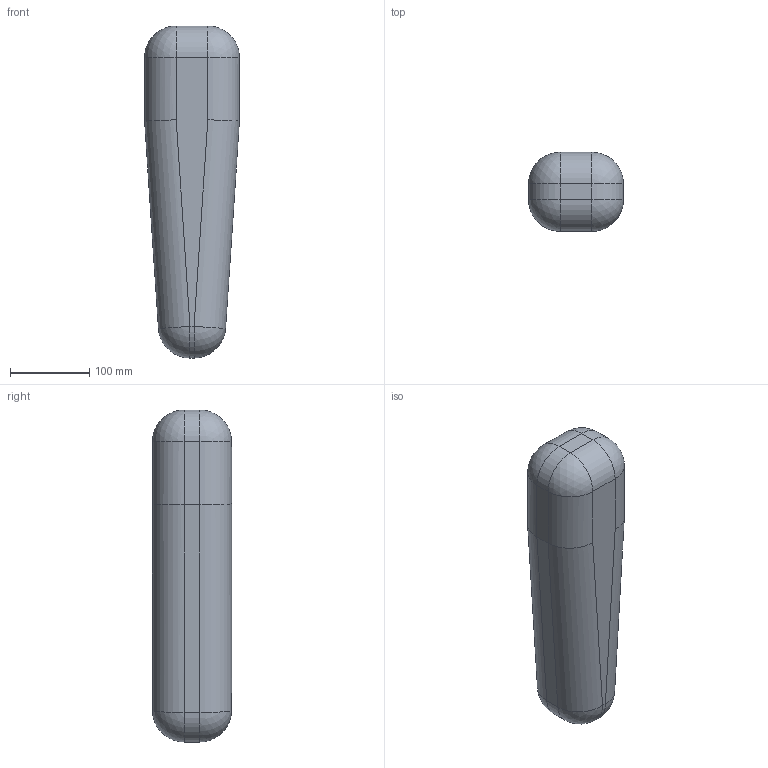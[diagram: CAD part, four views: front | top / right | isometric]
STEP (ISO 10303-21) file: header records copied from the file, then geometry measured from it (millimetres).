
FILE_DESCRIPTION((''),'2;1');
FILE_NAME('LTHIGH','2019-07-15T20:19:11',('joelb'),(''),'CREO PARAMETRIC BY PTC INC, 2017260','CREO PARAMETRIC BY PTC INC, 2017260','');
FILE_SCHEMA(('CONFIG_CONTROL_DESIGN'));
Length unit declared in the file: metre
Products named in the file (1): LTHIGH
Bounding box: 120 x 100 x 420 mm (x, y, z)
Volume: 3679804.7 mm3; surface area: 149024.9 mm2
Topology: 1 solids, 1 shells, 32 faces, 62 edges, 32 vertices
Faces by surface type: cylinder 16, plane 8, sphere 8
Entity records: 860 total; most frequent: CARTESIAN_POINT 170, DIRECTION 146, ORIENTED_EDGE 124, EDGE_CURVE 62, AXIS2_PLACEMENT_3D 56, VECTOR 34, LINE 34, VERTEX_POINT 32
